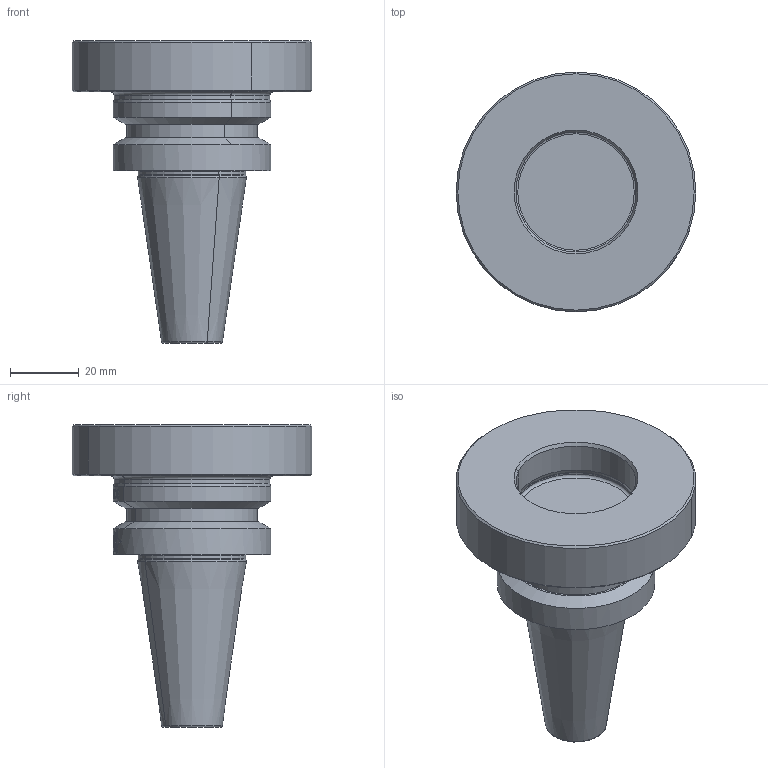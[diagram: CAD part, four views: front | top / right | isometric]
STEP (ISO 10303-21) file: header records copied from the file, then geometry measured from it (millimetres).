
FILE_DESCRIPTION((''),'2;1');
FILE_NAME('30320085-CD1','2012-05-24T',('spranzd'),(''),'PRO/ENGINEER BY PARAMETRIC TECHNOLOGY CORPORATION, 2011220','PRO/ENGINEER BY PARAMETRIC TECHNOLOGY CORPORATION, 2011220','');
FILE_SCHEMA(('AUTOMOTIVE_DESIGN_CC2 { 1 2 10303 214 -1 1 5 2 }'));
Length unit declared in the file: millimetre
Products named in the file (1): 30320085-CD1
Bounding box: 70 x 70 x 88.4 mm (x, y, z)
Volume: 106466.4 mm3; surface area: 19484 mm2
Topology: 1 solids, 1 shells, 558 faces, 1554 edges, 1026 vertices
Faces by surface type: plane 478, cylinder 39, cone 20, torus 14, extrusion 7
Entity records: 23134 total; most frequent: CARTESIAN_POINT 5278, ORIENTED_EDGE 3106, DIRECTION 2057, PRESENTATION_STYLE_ASSIGNMENT 1573, STYLED_ITEM 1558, CURVE_STYLE 1557, EDGE_CURVE 1553, VERTEX_POINT 1024
